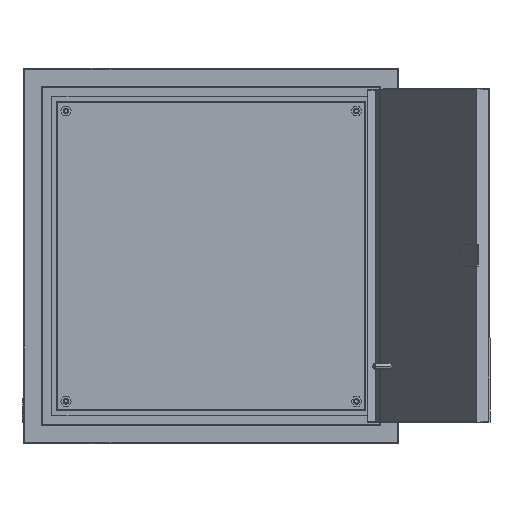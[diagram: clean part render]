
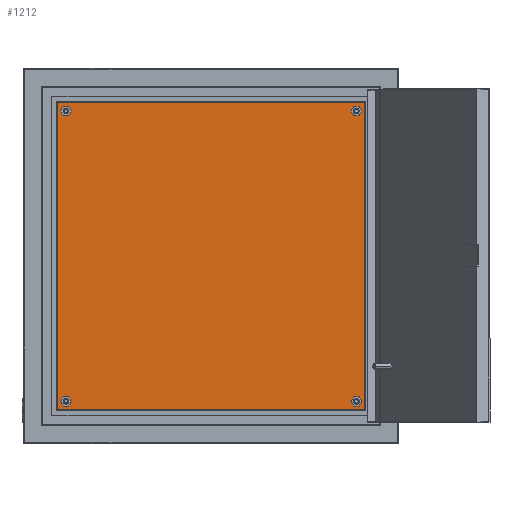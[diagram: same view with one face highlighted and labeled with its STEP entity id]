
A CAD part, top view. The second image highlights one B-rep face of the part: STEP entity #1212.
In plain terms, the highlighted planar face has unit normal (0, 0, 1).
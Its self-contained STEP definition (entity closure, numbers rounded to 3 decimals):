
#1 = EDGE_CURVE ( 'NONE', #657, #4055, #2065, .T. ) ;
#6 = VERTEX_POINT ( 'NONE', #3907 ) ;
#34 = VECTOR ( 'NONE', #3395, 1000. ) ;
#37 = CIRCLE ( 'NONE', #2818, 4. ) ;
#110 = AXIS2_PLACEMENT_3D ( 'NONE', #1328, #3797, #3457 ) ;
#173 = VERTEX_POINT ( 'NONE', #2664 ) ;
#242 = VERTEX_POINT ( 'NONE', #4075 ) ;
#246 = CARTESIAN_POINT ( 'NONE',  ( 165., 165., 0. ) ) ;
#253 = ORIENTED_EDGE ( 'NONE', *, *, #794, .T. ) ;
#268 = LINE ( 'NONE', #246, #34 ) ;
#302 = ORIENTED_EDGE ( 'NONE', *, *, #1714, .F. ) ;
#309 = VECTOR ( 'NONE', #4514, 1000. ) ;
#352 = PLANE ( 'NONE',  #883 ) ;
#364 = DIRECTION ( 'NONE',  ( 1., 0., 0. ) ) ;
#459 = EDGE_CURVE ( 'NONE', #173, #3912, #3536, .T. ) ;
#463 = DIRECTION ( 'NONE',  ( 1., 0., 0. ) ) ;
#481 = EDGE_LOOP ( 'NONE', ( #1358, #302 ) ) ;
#489 = AXIS2_PLACEMENT_3D ( 'NONE', #4190, #2101, #2496 ) ;
#635 = VERTEX_POINT ( 'NONE', #3915 ) ;
#657 = VERTEX_POINT ( 'NONE', #2577 ) ;
#794 = EDGE_CURVE ( 'NONE', #4597, #3792, #1235, .T. ) ;
#809 = CIRCLE ( 'NONE', #2826, 4. ) ;
#879 = ORIENTED_EDGE ( 'NONE', *, *, #3777, .F. ) ;
#883 = AXIS2_PLACEMENT_3D ( 'NONE', #2570, #3609, #463 ) ;
#1071 = CARTESIAN_POINT ( 'NONE',  ( -155., -155., 0. ) ) ;
#1161 = LINE ( 'NONE', #3884, #2213 ) ;
#1162 = DIRECTION ( 'NONE',  ( 0., 0., 1. ) ) ;
#1166 = VERTEX_POINT ( 'NONE', #2475 ) ;
#1188 = VERTEX_POINT ( 'NONE', #4221 ) ;
#1212 = ADVANCED_FACE ( 'NONE', ( #3103, #1672, #3589, #2393, #4382 ), #352, .T. ) ;
#1235 = LINE ( 'NONE', #3980, #3371 ) ;
#1247 = ORIENTED_EDGE ( 'NONE', *, *, #3156, .F. ) ;
#1328 = CARTESIAN_POINT ( 'NONE',  ( -155., -155., 0. ) ) ;
#1358 = ORIENTED_EDGE ( 'NONE', *, *, #4302, .F. ) ;
#1429 = CARTESIAN_POINT ( 'NONE',  ( 155., -155., 0. ) ) ;
#1563 = ORIENTED_EDGE ( 'NONE', *, *, #2522, .F. ) ;
#1609 = ORIENTED_EDGE ( 'NONE', *, *, #3041, .T. ) ;
#1672 = FACE_BOUND ( 'NONE', #3635, .T. ) ;
#1714 = EDGE_CURVE ( 'NONE', #3902, #1188, #3256, .T. ) ;
#1744 = ORIENTED_EDGE ( 'NONE', *, *, #1978, .T. ) ;
#1911 = AXIS2_PLACEMENT_3D ( 'NONE', #1071, #4268, #4284 ) ;
#1921 = EDGE_CURVE ( 'NONE', #242, #635, #37, .T. ) ;
#1928 = AXIS2_PLACEMENT_3D ( 'NONE', #4517, #2389, #2408 ) ;
#1944 = DIRECTION ( 'NONE',  ( -1., 0., 0. ) ) ;
#1978 = EDGE_CURVE ( 'NONE', #6, #4597, #1161, .T. ) ;
#2065 = CIRCLE ( 'NONE', #2732, 4. ) ;
#2096 = DIRECTION ( 'NONE',  ( -1., 0., 0. ) ) ;
#2101 = DIRECTION ( 'NONE',  ( 0., 0., 1. ) ) ;
#2213 = VECTOR ( 'NONE', #2096, 1000. ) ;
#2234 = EDGE_LOOP ( 'NONE', ( #253, #1609, #3564, #1744 ) ) ;
#2238 = DIRECTION ( 'NONE',  ( 0., -1., 0. ) ) ;
#2321 = CARTESIAN_POINT ( 'NONE',  ( -159., -155., 0. ) ) ;
#2344 = EDGE_CURVE ( 'NONE', #1166, #6, #268, .T. ) ;
#2389 = DIRECTION ( 'NONE',  ( 0., 0., 1. ) ) ;
#2393 = FACE_BOUND ( 'NONE', #4428, .T. ) ;
#2408 = DIRECTION ( 'NONE',  ( -1., 0., 0. ) ) ;
#2475 = CARTESIAN_POINT ( 'NONE',  ( 165., -165., 0. ) ) ;
#2496 = DIRECTION ( 'NONE',  ( 1., 0., 0. ) ) ;
#2522 = EDGE_CURVE ( 'NONE', #635, #242, #3862, .T. ) ;
#2570 = CARTESIAN_POINT ( 'NONE',  ( 0., 0., 0. ) ) ;
#2577 = CARTESIAN_POINT ( 'NONE',  ( 159., -155., 0. ) ) ;
#2592 = ORIENTED_EDGE ( 'NONE', *, *, #459, .F. ) ;
#2643 = DIRECTION ( 'NONE',  ( 1., 0., 0. ) ) ;
#2664 = CARTESIAN_POINT ( 'NONE',  ( -159., 155., 0. ) ) ;
#2732 = AXIS2_PLACEMENT_3D ( 'NONE', #1429, #2895, #364 ) ;
#2818 = AXIS2_PLACEMENT_3D ( 'NONE', #4565, #4045, #1944 ) ;
#2826 = AXIS2_PLACEMENT_3D ( 'NONE', #3647, #4413, #2643 ) ;
#2855 = EDGE_LOOP ( 'NONE', ( #1563, #3085 ) ) ;
#2895 = DIRECTION ( 'NONE',  ( 0., 0., 1. ) ) ;
#2898 = DIRECTION ( 'NONE',  ( 1., 0., 0. ) ) ;
#3041 = EDGE_CURVE ( 'NONE', #3792, #1166, #3852, .T. ) ;
#3085 = ORIENTED_EDGE ( 'NONE', *, *, #1921, .F. ) ;
#3103 = FACE_BOUND ( 'NONE', #481, .T. ) ;
#3135 = CARTESIAN_POINT ( 'NONE',  ( -165., -165., 0. ) ) ;
#3156 = EDGE_CURVE ( 'NONE', #3912, #173, #809, .T. ) ;
#3256 = CIRCLE ( 'NONE', #110, 4. ) ;
#3371 = VECTOR ( 'NONE', #2238, 1000. ) ;
#3373 = CARTESIAN_POINT ( 'NONE',  ( -151., 155., 0. ) ) ;
#3387 = CIRCLE ( 'NONE', #1911, 4. ) ;
#3395 = DIRECTION ( 'NONE',  ( 0., 1., 0. ) ) ;
#3406 = CARTESIAN_POINT ( 'NONE',  ( 151., -155., 0. ) ) ;
#3457 = DIRECTION ( 'NONE',  ( -1., 0., 0. ) ) ;
#3536 = CIRCLE ( 'NONE', #489, 4. ) ;
#3564 = ORIENTED_EDGE ( 'NONE', *, *, #2344, .T. ) ;
#3589 = FACE_BOUND ( 'NONE', #2855, .T. ) ;
#3592 = CARTESIAN_POINT ( 'NONE',  ( -165., -165., 0. ) ) ;
#3607 = CARTESIAN_POINT ( 'NONE',  ( 155., -155., 0. ) ) ;
#3609 = DIRECTION ( 'NONE',  ( 0., 0., 1. ) ) ;
#3635 = EDGE_LOOP ( 'NONE', ( #4361, #879 ) ) ;
#3647 = CARTESIAN_POINT ( 'NONE',  ( -155., 155., 0. ) ) ;
#3673 = CIRCLE ( 'NONE', #4549, 4. ) ;
#3777 = EDGE_CURVE ( 'NONE', #4055, #657, #3673, .T. ) ;
#3792 = VERTEX_POINT ( 'NONE', #3592 ) ;
#3797 = DIRECTION ( 'NONE',  ( 0., 0., 1. ) ) ;
#3852 = LINE ( 'NONE', #3135, #309 ) ;
#3862 = CIRCLE ( 'NONE', #1928, 4. ) ;
#3884 = CARTESIAN_POINT ( 'NONE',  ( -165., 165., 0. ) ) ;
#3902 = VERTEX_POINT ( 'NONE', #2321 ) ;
#3907 = CARTESIAN_POINT ( 'NONE',  ( 165., 165., 0. ) ) ;
#3912 = VERTEX_POINT ( 'NONE', #3373 ) ;
#3915 = CARTESIAN_POINT ( 'NONE',  ( 159., 155., 0. ) ) ;
#3980 = CARTESIAN_POINT ( 'NONE',  ( -165., 165., 0. ) ) ;
#4045 = DIRECTION ( 'NONE',  ( 0., 0., 1. ) ) ;
#4055 = VERTEX_POINT ( 'NONE', #3406 ) ;
#4072 = CARTESIAN_POINT ( 'NONE',  ( -165., 165., 0. ) ) ;
#4075 = CARTESIAN_POINT ( 'NONE',  ( 151., 155., 0. ) ) ;
#4190 = CARTESIAN_POINT ( 'NONE',  ( -155., 155., 0. ) ) ;
#4221 = CARTESIAN_POINT ( 'NONE',  ( -151., -155., 0. ) ) ;
#4268 = DIRECTION ( 'NONE',  ( 0., 0., 1. ) ) ;
#4284 = DIRECTION ( 'NONE',  ( -1., 0., 0. ) ) ;
#4302 = EDGE_CURVE ( 'NONE', #1188, #3902, #3387, .T. ) ;
#4361 = ORIENTED_EDGE ( 'NONE', *, *, #1, .F. ) ;
#4382 = FACE_OUTER_BOUND ( 'NONE', #2234, .T. ) ;
#4413 = DIRECTION ( 'NONE',  ( 0., 0., 1. ) ) ;
#4428 = EDGE_LOOP ( 'NONE', ( #1247, #2592 ) ) ;
#4514 = DIRECTION ( 'NONE',  ( 1., 0., 0. ) ) ;
#4517 = CARTESIAN_POINT ( 'NONE',  ( 155., 155., 0. ) ) ;
#4549 = AXIS2_PLACEMENT_3D ( 'NONE', #3607, #1162, #2898 ) ;
#4565 = CARTESIAN_POINT ( 'NONE',  ( 155., 155., 0. ) ) ;
#4597 = VERTEX_POINT ( 'NONE', #4072 ) ;
